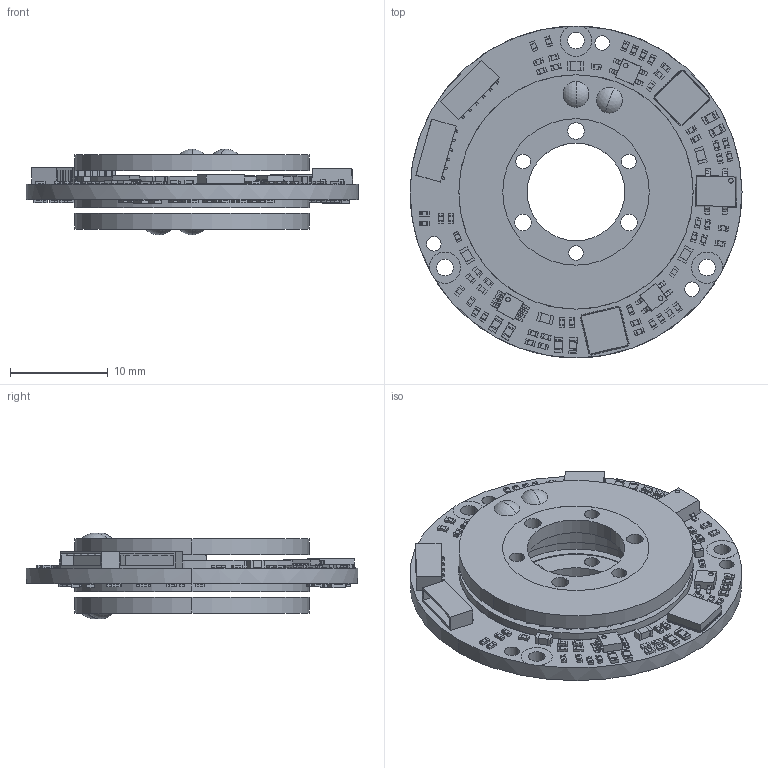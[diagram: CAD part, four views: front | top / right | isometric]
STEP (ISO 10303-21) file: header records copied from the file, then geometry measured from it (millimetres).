
FILE_DESCRIPTION (( 'STEP AP214' ), '1' );
FILE_NAME ('DIAP34 ²úÆ·_Á½²àË«±à_202450522.STEP', '2025-05-22T12:44:48', ( '' ), ( '' ), 'SwSTEP 2.0', 'SolidWorks 2018', '' );
FILE_SCHEMA (( 'AUTOMOTIVE_DESIGN' ));
Length unit declared in the file: millimetre
Products named in the file (147): 萇郯_User Library-Res-0402; DIAP34 RS版_电机端(下)_双编码_20241230; 萇郯_82536070; DIAP34 RT唳_怀堤傷_邧晤鎢_20241230; 萇郯_User Library-Res-0603; (2X2) оƬ_8PIN; (2X2) оƬ_4PIN; DIAP34 陓瘍唳_邧晤鎢_20241230; STM32оƬ (4x4) ; 6PIN 黑-连接器6x2.7x1.7（IAM旧款磁编）; 萇郯_2x1 User Library-Res-0402; (4X3 h1.6) оƬ_6PIN  ; 萇郯_2x1 User Library-Res-0603; DIAP34 莉こ_謗耜邧晤_202450522; 萇郯_2x1(旳齬) User Library-Res-0402; DIAP34 陓瘍唳(郋え)_邧晤鎢_20241230
Assembly tree (87 placements, depth 4):
  萇郯_User Library-Res-0402
  萇郯_User Library-Res-0402
  萇郯_User Library-Res-0402
  萇郯_User Library-Res-0402
  萇郯_User Library-Res-0402
Bounding box: 34 x 34 x 8.8 mm (x, y, z)
Volume: 2866.5 mm3; surface area: 5616 mm2
Topology: 131 solids, 131 shells, 5612 faces, 14740 edges, 9654 vertices
Faces by surface type: plane 3662, cylinder 1370, bspline 560, cone 12, sphere 8
Entity records: 64103 total; most frequent: CARTESIAN_POINT 18585, ORIENTED_EDGE 7162, DIRECTION 5413, EDGE_CURVE 3581, LINE 2435, VECTOR 2435, VERTEX_POINT 2373, EDGE_LOOP 1536
